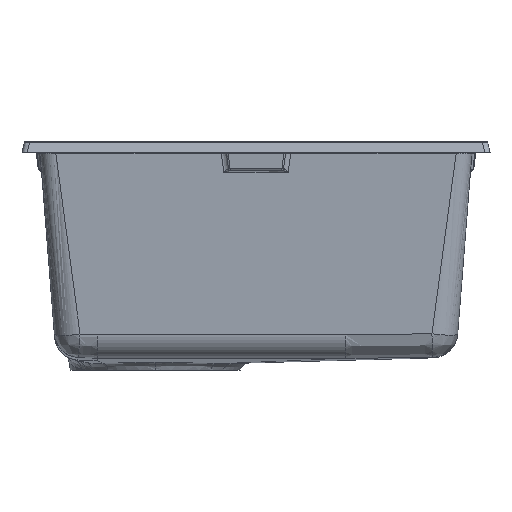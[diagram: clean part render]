
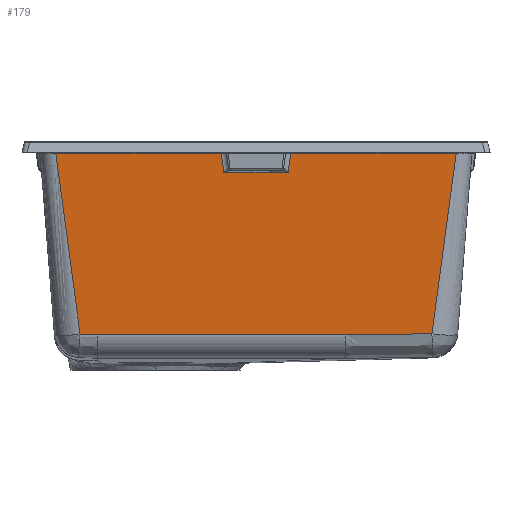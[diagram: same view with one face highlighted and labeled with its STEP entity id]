
A CAD part, left-side view. The second image highlights one B-rep face of the part: STEP entity #179.
In plain terms, the highlighted planar face has unit normal (-0.997, 0, -0.079).
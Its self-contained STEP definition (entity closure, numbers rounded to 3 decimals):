
#179=ADVANCED_FACE('',(#433),#3533,.T.);
#433=FACE_OUTER_BOUND('',#690,.T.);
#690=EDGE_LOOP('',(#1502,#1503,#1504,#1505,#1506,#1507,#1508,#1509,#1510,
#1511));
#1502=ORIENTED_EDGE('',*,*,#2317,.T.);
#1503=ORIENTED_EDGE('',*,*,#2325,.T.);
#1504=ORIENTED_EDGE('',*,*,#2324,.T.);
#1505=ORIENTED_EDGE('',*,*,#2323,.T.);
#1506=ORIENTED_EDGE('',*,*,#2304,.T.);
#1507=ORIENTED_EDGE('',*,*,#2322,.T.);
#1508=ORIENTED_EDGE('',*,*,#2321,.T.);
#1509=ORIENTED_EDGE('',*,*,#2320,.T.);
#1510=ORIENTED_EDGE('',*,*,#2319,.T.);
#1511=ORIENTED_EDGE('',*,*,#2318,.T.);
#2304=EDGE_CURVE('',#3362,#3361,#2984,.T.);
#2317=EDGE_CURVE('',#3337,#3367,#2990,.T.);
#2318=EDGE_CURVE('',#3368,#3337,#2991,.T.);
#2319=EDGE_CURVE('',#3369,#3368,#2992,.T.);
#2320=EDGE_CURVE('',#3370,#3369,#2993,.T.);
#2321=EDGE_CURVE('',#3371,#3370,#2994,.T.);
#2322=EDGE_CURVE('',#3361,#3371,#2995,.T.);
#2323=EDGE_CURVE('',#3372,#3362,#2996,.T.);
#2324=EDGE_CURVE('',#3373,#3372,#2997,.T.);
#2325=EDGE_CURVE('',#3367,#3373,#2998,.T.);
#2984=B_SPLINE_CURVE_WITH_KNOTS('',1,(#14198,#14199),.UNSPECIFIED.,.F.,
 .F.,(2,2),(0.,155.595),.UNSPECIFIED.);
#2990=B_SPLINE_CURVE_WITH_KNOTS('',1,(#14250,#14251),.UNSPECIFIED.,.F.,
 .F.,(2,2),(0.,155.595),.UNSPECIFIED.);
#2991=B_SPLINE_CURVE_WITH_KNOTS('',1,(#14252,#14253),.UNSPECIFIED.,.F.,
 .F.,(2,2),(-171.921,0.),.UNSPECIFIED.);
#2992=B_SPLINE_CURVE_WITH_KNOTS('',3,(#14254,#14255,#14256,#14257,#14258,
#14259,#14260,#14261,#14262,#14263,#14264,#14265,#14266,#14267),
 .UNSPECIFIED.,.F.,.F.,(4,1,1,1,1,1,1,1,1,1,1,4),(-80.947,-73.588,
-66.23,-58.871,-51.512,-44.153,
-36.794,-29.435,-22.077,-14.718,
-7.359,0.),.UNSPECIFIED.);
#2993=B_SPLINE_CURVE_WITH_KNOTS('',1,(#14268,#14269),.UNSPECIFIED.,.F.,
 .F.,(2,2),(-234.152,0.),.UNSPECIFIED.);
#2994=B_SPLINE_CURVE_WITH_KNOTS('',3,(#14270,#14271,#14272,#14273,#14274,
#14275,#14276,#14277,#14278,#14279),.UNSPECIFIED.,.F.,.F.,(4,1,1,1,1,1,
1,4),(-16.089,-13.79,-11.492,-9.194,
-6.895,-4.597,-2.298,0.),.UNSPECIFIED.);
#2995=B_SPLINE_CURVE_WITH_KNOTS('',1,(#14280,#14281),.UNSPECIFIED.,.F.,
 .F.,(2,2),(-172.183,0.),.UNSPECIFIED.);
#2996=B_SPLINE_CURVE_WITH_KNOTS('',3,(#14282,#14283,#14284,#14285,#14286,
#14287),.UNSPECIFIED.,.F.,.F.,(4,1,1,4),(-18.245,-12.164,
-6.082,0.),.UNSPECIFIED.);
#2997=B_SPLINE_CURVE_WITH_KNOTS('',1,(#14288,#14289),.UNSPECIFIED.,.F.,
 .F.,(2,2),(-60.303,0.),.UNSPECIFIED.);
#2998=B_SPLINE_CURVE_WITH_KNOTS('',3,(#14290,#14291,#14292,#14293,#14294,
#14295),.UNSPECIFIED.,.F.,.F.,(4,1,1,4),(-18.245,-12.164,
-6.082,0.),.UNSPECIFIED.);
#3337=VERTEX_POINT('',#12346);
#3361=VERTEX_POINT('',#12370);
#3362=VERTEX_POINT('',#12371);
#3367=VERTEX_POINT('',#12376);
#3368=VERTEX_POINT('',#12377);
#3369=VERTEX_POINT('',#12378);
#3370=VERTEX_POINT('',#12379);
#3371=VERTEX_POINT('',#12380);
#3372=VERTEX_POINT('',#12381);
#3373=VERTEX_POINT('',#12382);
#3533=PLANE('',#3791);
#3791=AXIS2_PLACEMENT_3D('',#8643,#3835,$);
#3835=DIRECTION('',(-0.997,0.,-0.078));
#8643=CARTESIAN_POINT('',(-188.344,131.84,-199.471));
#12346=CARTESIAN_POINT('',(-203.189,-283.371,-10.843));
#12370=CARTESIAN_POINT('',(-203.189,93.371,-10.843));
#12371=CARTESIAN_POINT('',(-203.189,-62.224,-10.843));
#12376=CARTESIAN_POINT('',(-203.189,-127.776,-10.843));
#12377=CARTESIAN_POINT('',(-189.819,-260.601,-180.724));
#12378=CARTESIAN_POINT('',(-189.754,-179.66,-181.548));
#12379=CARTESIAN_POINT('',(-189.754,54.493,-181.548));
#12380=CARTESIAN_POINT('',(-189.799,70.567,-180.983));
#12381=CARTESIAN_POINT('',(-201.773,-64.848,-28.843));
#12382=CARTESIAN_POINT('',(-201.773,-125.152,-28.843));
#14198=CARTESIAN_POINT('',(-203.189,-62.224,-10.843));
#14199=CARTESIAN_POINT('',(-203.189,93.371,-10.843));
#14250=CARTESIAN_POINT('',(-203.189,-283.371,-10.843));
#14251=CARTESIAN_POINT('',(-203.189,-127.776,-10.843));
#14252=CARTESIAN_POINT('',(-189.819,-260.601,-180.724));
#14253=CARTESIAN_POINT('',(-203.189,-283.371,-10.843));
#14254=CARTESIAN_POINT('',(-189.754,-179.66,-181.548));
#14255=CARTESIAN_POINT('',(-189.754,-182.412,-181.548));
#14256=CARTESIAN_POINT('',(-189.755,-187.603,-181.546));
#14257=CARTESIAN_POINT('',(-189.756,-193.994,-181.528));
#14258=CARTESIAN_POINT('',(-189.759,-200.346,-181.496));
#14259=CARTESIAN_POINT('',(-189.762,-206.71,-181.45));
#14260=CARTESIAN_POINT('',(-189.767,-213.112,-181.393));
#14261=CARTESIAN_POINT('',(-189.772,-219.449,-181.326));
#14262=CARTESIAN_POINT('',(-189.778,-225.895,-181.25));
#14263=CARTESIAN_POINT('',(-189.785,-232.911,-181.158));
#14264=CARTESIAN_POINT('',(-189.794,-240.946,-181.044));
#14265=CARTESIAN_POINT('',(-189.805,-250.111,-180.902));
#14266=CARTESIAN_POINT('',(-189.814,-256.978,-180.787));
#14267=CARTESIAN_POINT('',(-189.819,-260.601,-180.724));
#14268=CARTESIAN_POINT('',(-189.754,54.493,-181.548));
#14269=CARTESIAN_POINT('',(-189.754,-179.66,-181.548));
#14270=CARTESIAN_POINT('',(-189.799,70.567,-180.983));
#14271=CARTESIAN_POINT('',(-189.793,69.563,-181.059));
#14272=CARTESIAN_POINT('',(-189.783,67.657,-181.19));
#14273=CARTESIAN_POINT('',(-189.771,65.104,-181.333));
#14274=CARTESIAN_POINT('',(-189.764,62.852,-181.43));
#14275=CARTESIAN_POINT('',(-189.759,60.777,-181.494));
#14276=CARTESIAN_POINT('',(-189.756,58.709,-181.532));
#14277=CARTESIAN_POINT('',(-189.755,56.622,-181.548));
#14278=CARTESIAN_POINT('',(-189.754,55.206,-181.548));
#14279=CARTESIAN_POINT('',(-189.754,54.493,-181.548));
#14280=CARTESIAN_POINT('',(-203.189,93.371,-10.843));
#14281=CARTESIAN_POINT('',(-189.799,70.567,-180.983));
#14282=CARTESIAN_POINT('',(-201.773,-64.848,-28.843));
#14283=CARTESIAN_POINT('',(-201.928,-64.552,-26.87));
#14284=CARTESIAN_POINT('',(-202.24,-63.963,-22.906));
#14285=CARTESIAN_POINT('',(-202.712,-63.088,-16.906));
#14286=CARTESIAN_POINT('',(-203.03,-62.511,-12.87));
#14287=CARTESIAN_POINT('',(-203.189,-62.224,-10.843));
#14288=CARTESIAN_POINT('',(-201.773,-125.152,-28.843));
#14289=CARTESIAN_POINT('',(-201.773,-64.848,-28.843));
#14290=CARTESIAN_POINT('',(-203.189,-127.776,-10.843));
#14291=CARTESIAN_POINT('',(-203.03,-127.489,-12.87));
#14292=CARTESIAN_POINT('',(-202.712,-126.912,-16.906));
#14293=CARTESIAN_POINT('',(-202.24,-126.037,-22.906));
#14294=CARTESIAN_POINT('',(-201.928,-125.448,-26.87));
#14295=CARTESIAN_POINT('',(-201.773,-125.152,-28.843));
